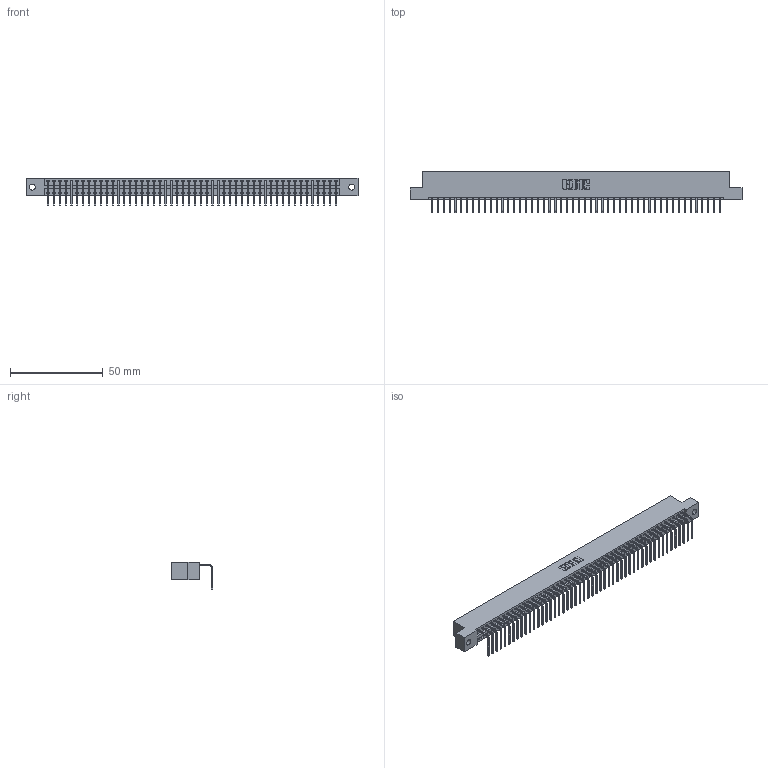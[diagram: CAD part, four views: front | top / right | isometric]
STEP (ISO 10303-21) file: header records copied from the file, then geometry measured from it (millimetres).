
FILE_DESCRIPTION (( 'STEP AP203' ), '1' );
FILE_NAME ('346-050-558-102.STEP', '2018-08-27T22:47:30', ( '' ), ( '' ), 'SwSTEP 2.0', 'SolidWorks 2016', '' );
FILE_SCHEMA (( 'CONFIG_CONTROL_DESIGN' ));
Length unit declared in the file: inch
Products named in the file (3): 346 Part_Flush Mounting Lugs - 0.128 Dia; 345-292-001_558 Tail - 2; 346-050-558-102
Assembly tree (51 placements, depth 2):
  346-050-558-102
    346 Part_Flush Mounting Lugs - 0.128 Dia
    345-292-001_558 Tail - 2  x50
Bounding box: 179.32 x 22.16 x 14.73 mm (x, y, z)
Volume: 17350.3 mm3; surface area: 22494.5 mm2
Topology: 51 solids, 51 shells, 3122 faces, 9429 edges, 6218 vertices
Faces by surface type: plane 2176, cylinder 946
Entity records: 30041 total; most frequent: CARTESIAN_POINT 5154, ORIENTED_EDGE 5138, DIRECTION 4537, EDGE_CURVE 2569, VECTOR 2237, LINE 2237, VERTEX_POINT 1710, AXIS2_PLACEMENT_3D 1150
